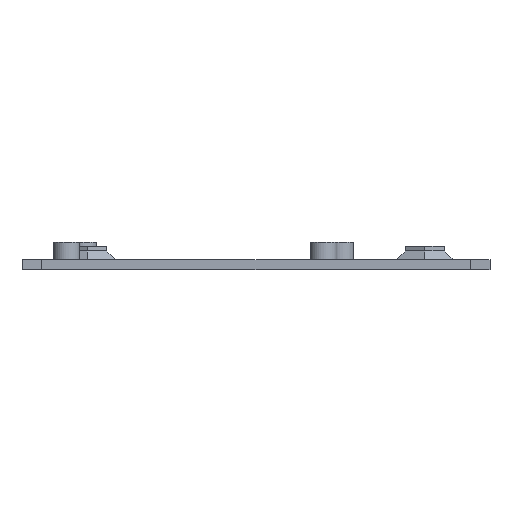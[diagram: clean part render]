
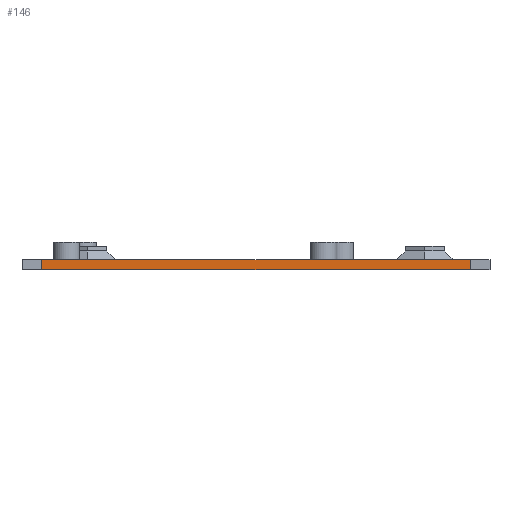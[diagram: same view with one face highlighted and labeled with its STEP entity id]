
A CAD part, front view. The second image highlights one B-rep face of the part: STEP entity #146.
In plain terms, the highlighted planar face has unit normal (0, -1, 0).
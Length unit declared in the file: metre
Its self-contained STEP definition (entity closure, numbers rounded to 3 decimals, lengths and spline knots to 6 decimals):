
#146 = ADVANCED_FACE( '', ( #371 ), #372, .T. );
#371 = FACE_OUTER_BOUND( '', #724, .T. );
#372 = PLANE( '', #725 );
#724 = EDGE_LOOP( '', ( #1127, #1128, #1129, #1130 ) );
#725 = AXIS2_PLACEMENT_3D( '', #1131, #1132, #1133 );
#1127 = ORIENTED_EDGE( '', *, *, #1903, .F. );
#1128 = ORIENTED_EDGE( '', *, *, #1904, .F. );
#1129 = ORIENTED_EDGE( '', *, *, #1905, .T. );
#1130 = ORIENTED_EDGE( '', *, *, #1906, .T. );
#1131 = CARTESIAN_POINT( '', ( 0., -0.091, 0.0023 ) );
#1132 = DIRECTION( '', ( 0., -1., 0. ) );
#1133 = DIRECTION( '', ( 0., 0., -1. ) );
#1903 = EDGE_CURVE( '', #2257, #2258, #2259, .T. );
#1904 = EDGE_CURVE( '', #2260, #2257, #2261, .T. );
#1905 = EDGE_CURVE( '', #2260, #2262, #2263, .T. );
#1906 = EDGE_CURVE( '', #2262, #2258, #2264, .T. );
#2257 = VERTEX_POINT( '', #2761 );
#2258 = VERTEX_POINT( '', #2762 );
#2259 = LINE( '', #2763, #2764 );
#2260 = VERTEX_POINT( '', #2765 );
#2261 = LINE( '', #2766, #2767 );
#2262 = VERTEX_POINT( '', #2768 );
#2263 = LINE( '', #2769, #2770 );
#2264 = LINE( '', #2771, #2772 );
#2761 = CARTESIAN_POINT( '', ( 0.04825, -0.091, 0. ) );
#2762 = CARTESIAN_POINT( '', ( -0.04825, -0.091, 0. ) );
#2763 = CARTESIAN_POINT( '', ( 0., -0.091, 0. ) );
#2764 = VECTOR( '', #3319, 1. );
#2765 = CARTESIAN_POINT( '', ( 0.04825, -0.091, 0.0023 ) );
#2766 = CARTESIAN_POINT( '', ( 0.04825, -0.091, 0.0023 ) );
#2767 = VECTOR( '', #3320, 1. );
#2768 = CARTESIAN_POINT( '', ( -0.04825, -0.091, 0.0023 ) );
#2769 = CARTESIAN_POINT( '', ( 0., -0.091, 0.0023 ) );
#2770 = VECTOR( '', #3321, 1. );
#2771 = CARTESIAN_POINT( '', ( -0.04825, -0.091, 0.0023 ) );
#2772 = VECTOR( '', #3322, 1. );
#3319 = DIRECTION( '', ( -1., 0., 0. ) );
#3320 = DIRECTION( '', ( 0., 0., -1. ) );
#3321 = DIRECTION( '', ( -1., 0., 0. ) );
#3322 = DIRECTION( '', ( 0., 0., -1. ) );
